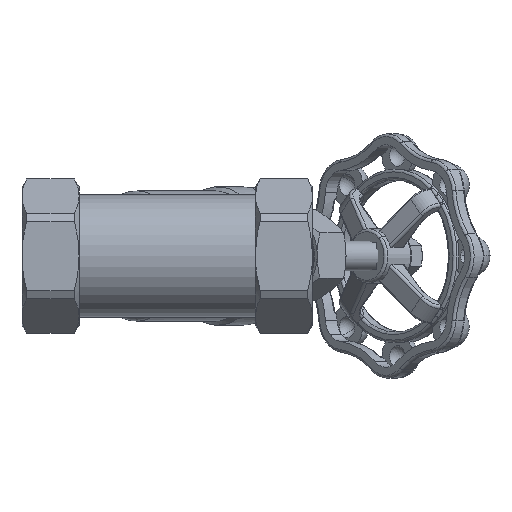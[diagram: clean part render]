
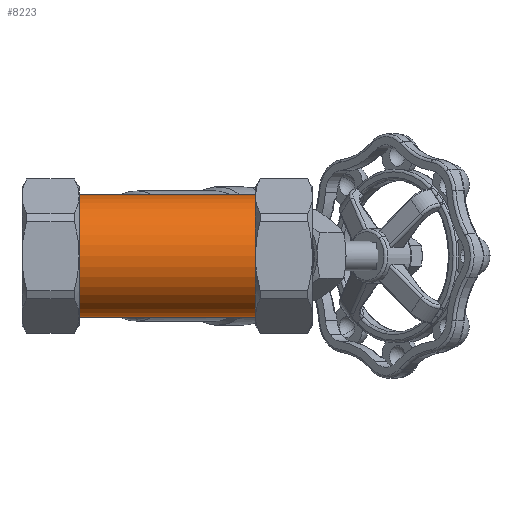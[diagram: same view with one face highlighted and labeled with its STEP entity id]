
A CAD part, front view. The second image highlights one B-rep face of the part: STEP entity #8223.
In plain terms, the highlighted cylindrical face has radius 22.5 mm (diameter 45 mm), a partial arc.
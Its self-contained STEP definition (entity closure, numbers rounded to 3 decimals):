
#141 = VERTEX_POINT ( 'NONE', #24511 ) ;
#1555 = CIRCLE ( 'NONE', #5174, 22.5 ) ;
#2722 = CARTESIAN_POINT ( 'NONE',  ( -32.5, 0., -22.5 ) ) ;
#2743 = ORIENTED_EDGE ( 'NONE', *, *, #29804, .F. ) ;
#2967 = EDGE_CURVE ( 'NONE', #19861, #141, #5526, .T. ) ;
#5019 = DIRECTION ( 'NONE',  ( 0., 0., 1. ) ) ;
#5174 = AXIS2_PLACEMENT_3D ( 'NONE', #10108, #30223, #9877 ) ;
#5234 = CYLINDRICAL_SURFACE ( 'NONE', #39004, 22.5 ) ;
#5526 = CIRCLE ( 'NONE', #20695, 22.5 ) ;
#8223 = ADVANCED_FACE ( 'NONE', ( #39309 ), #5234, .T. ) ;
#9877 = DIRECTION ( 'NONE',  ( 0., 0., -1. ) ) ;
#10108 = CARTESIAN_POINT ( 'NONE',  ( 32.5, 0., 0. ) ) ;
#12228 = LINE ( 'NONE', #30453, #24494 ) ;
#15835 = CARTESIAN_POINT ( 'NONE',  ( 32.5, 0., 22.5 ) ) ;
#17382 = VERTEX_POINT ( 'NONE', #20841 ) ;
#18399 = ORIENTED_EDGE ( 'NONE', *, *, #21212, .T. ) ;
#19851 = DIRECTION ( 'NONE',  ( -1., 0., 0. ) ) ;
#19861 = VERTEX_POINT ( 'NONE', #2722 ) ;
#20345 = EDGE_CURVE ( 'NONE', #35910, #17382, #1555, .T. ) ;
#20695 = AXIS2_PLACEMENT_3D ( 'NONE', #21934, #39056, #42442 ) ;
#20841 = CARTESIAN_POINT ( 'NONE',  ( 32.5, 0., -22.5 ) ) ;
#21212 = EDGE_CURVE ( 'NONE', #35910, #141, #21800, .T. ) ;
#21800 = LINE ( 'NONE', #27287, #44439 ) ;
#21934 = CARTESIAN_POINT ( 'NONE',  ( -32.5, 0., 0. ) ) ;
#23901 = DIRECTION ( 'NONE',  ( -1., 0., 0. ) ) ;
#24494 = VECTOR ( 'NONE', #19851, 1000. ) ;
#24511 = CARTESIAN_POINT ( 'NONE',  ( -32.5, 0., 22.5 ) ) ;
#27287 = CARTESIAN_POINT ( 'NONE',  ( 32.5, 0., 22.5 ) ) ;
#29804 = EDGE_CURVE ( 'NONE', #17382, #19861, #12228, .T. ) ;
#30223 = DIRECTION ( 'NONE',  ( 1., 0., 0. ) ) ;
#30453 = CARTESIAN_POINT ( 'NONE',  ( 32.5, 0., -22.5 ) ) ;
#32003 = ORIENTED_EDGE ( 'NONE', *, *, #20345, .F. ) ;
#32123 = CARTESIAN_POINT ( 'NONE',  ( 32.5, 0., 0. ) ) ;
#35910 = VERTEX_POINT ( 'NONE', #15835 ) ;
#37344 = EDGE_LOOP ( 'NONE', ( #2743, #32003, #18399, #39324 ) ) ;
#39004 = AXIS2_PLACEMENT_3D ( 'NONE', #32123, #42253, #5019 ) ;
#39056 = DIRECTION ( 'NONE',  ( -1., 0., 0. ) ) ;
#39309 = FACE_OUTER_BOUND ( 'NONE', #37344, .T. ) ;
#39324 = ORIENTED_EDGE ( 'NONE', *, *, #2967, .F. ) ;
#42253 = DIRECTION ( 'NONE',  ( -1., 0., 0. ) ) ;
#42442 = DIRECTION ( 'NONE',  ( 0., 0., 1. ) ) ;
#44439 = VECTOR ( 'NONE', #23901, 1000. ) ;
